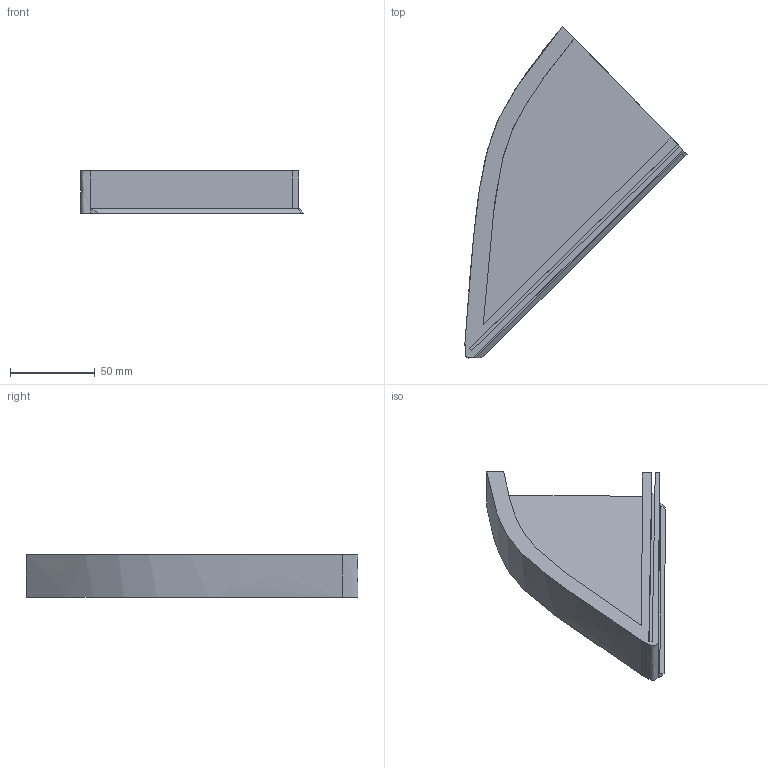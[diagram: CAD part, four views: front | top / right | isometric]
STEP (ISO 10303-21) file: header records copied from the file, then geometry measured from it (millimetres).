
FILE_DESCRIPTION(/* description */ (''),/* implementation_level */ '2;1');
FILE_NAME(/* name */ 'Pitlane_Start.step',/* time_stamp */ '2024-10-16T21:33:39+02:00',/* author */ (''),/* organization */ (''),/* preprocessor_version */ 'ST-DEVELOPER v20',/* originating_system */ 'Autodesk Translation Framework v13.20.0.188',/* authorisation */ '');
FILE_SCHEMA (('AUTOMOTIVE_DESIGN { 1 0 10303 214 3 1 1 }'));
Length unit declared in the file: millimetre
Products named in the file (1): Pitlane_Start
Bounding box: 131.28 x 196.17 x 25 mm (x, y, z)
Volume: 151575.6 mm3; surface area: 47180.4 mm2
Topology: 1 solids, 1 shells, 26 faces, 72 edges, 48 vertices
Faces by surface type: plane 19, bspline 5, cylinder 1, cone 1
Entity records: 1728 total; most frequent: CARTESIAN_POINT 1058, ORIENTED_EDGE 144, DIRECTION 105, EDGE_CURVE 72, LINE 55, VECTOR 55, VERTEX_POINT 48, FACE_OUTER_BOUND 26
